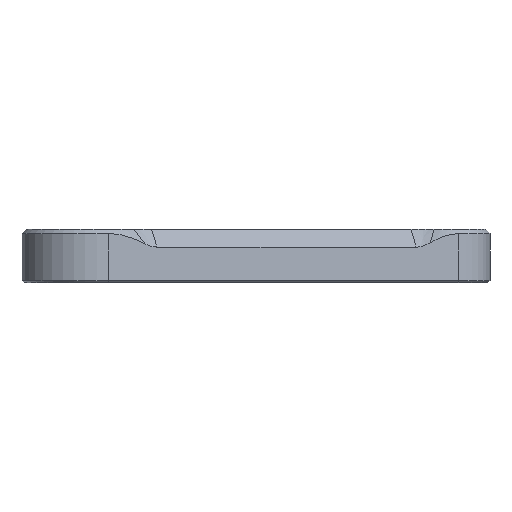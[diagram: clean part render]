
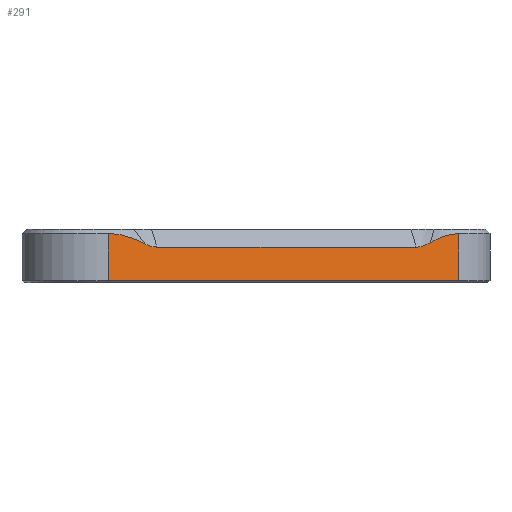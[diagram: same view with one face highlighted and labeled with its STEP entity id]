
A CAD part, front view. The second image highlights one B-rep face of the part: STEP entity #291.
In plain terms, the highlighted planar face has unit normal (0.294, -0.956, 0).
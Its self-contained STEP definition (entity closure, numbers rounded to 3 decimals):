
#291=ADVANCED_FACE('',(#630),#631,.T.);
#630=FACE_OUTER_BOUND('',#1093,.T.);
#631=PLANE('',#1094);
#1093=EDGE_LOOP('',(#1849,#1850,#1851,#1852,#1853,#1854,#1855,#1856));
#1094=AXIS2_PLACEMENT_3D('',#1857,#1858,#1859);
#1849=ORIENTED_EDGE('',*,*,#2581,.F.);
#1850=ORIENTED_EDGE('',*,*,#2559,.T.);
#1851=ORIENTED_EDGE('',*,*,#2582,.T.);
#1852=ORIENTED_EDGE('',*,*,#2583,.T.);
#1853=ORIENTED_EDGE('',*,*,#2584,.T.);
#1854=ORIENTED_EDGE('',*,*,#2585,.T.);
#1855=ORIENTED_EDGE('',*,*,#2586,.T.);
#1856=ORIENTED_EDGE('',*,*,#2577,.T.);
#1857=CARTESIAN_POINT('',(-229.249,-337.558,20.0));
#1858=DIRECTION('',(0.294,-0.956,0.0));
#1859=DIRECTION('',(0.956,0.294,0.0));
#2559=EDGE_CURVE('',#3092,#3098,#3100,.T.);
#2577=EDGE_CURVE('',#3123,#3120,#3124,.T.);
#2581=EDGE_CURVE('',#3092,#3120,#3128,.T.);
#2582=EDGE_CURVE('',#3098,#3129,#3130,.T.);
#2583=EDGE_CURVE('',#3129,#3131,#3132,.T.);
#2584=EDGE_CURVE('',#3131,#3133,#3134,.T.);
#2585=EDGE_CURVE('',#3133,#3135,#3136,.T.);
#2586=EDGE_CURVE('',#3135,#3123,#3137,.T.);
#3092=VERTEX_POINT('',#3803);
#3098=VERTEX_POINT('',#3811);
#3100=LINE('',#3814,#3815);
#3120=VERTEX_POINT('',#3848);
#3123=VERTEX_POINT('',#3851);
#3124=B_SPLINE_CURVE_WITH_KNOTS('',3,(#3852,#3853,#3854,#3855,#3856,#3857,#3858,#3859,#3860,#3861),.UNSPECIFIED.,.F.,.F.,(4,2,2,2,4),(0.001,0.005,0.007,0.008,0.01),.UNSPECIFIED.);
#3128=LINE('',#3873,#3874);
#3129=VERTEX_POINT('',#3875);
#3130=LINE('',#3876,#3877);
#3131=VERTEX_POINT('',#3878);
#3132=B_SPLINE_CURVE_WITH_KNOTS('',3,(#3879,#3880,#3881,#3882,#3883,#3884,#3885,#3886),.UNSPECIFIED.,.F.,.F.,(4,2,2,4),(0.,0.003,0.005,0.007),.UNSPECIFIED.);
#3133=VERTEX_POINT('',#3887);
#3134=B_SPLINE_CURVE_WITH_KNOTS('',3,(#3888,#3889,#3890,#3891,#3892,#3893,#3894,#3895),.UNSPECIFIED.,.F.,.F.,(4,2,2,4),(0.001,0.003,0.004,0.005),.UNSPECIFIED.);
#3135=VERTEX_POINT('',#3896);
#3136=LINE('',#3897,#3898);
#3137=B_SPLINE_CURVE_WITH_KNOTS('',3,(#3899,#3900,#3901,#3902,#3903,#3904,#3905,#3906),.UNSPECIFIED.,.F.,.F.,(4,2,2,4),(0.,0.001,0.002,0.003),.UNSPECIFIED.);
#3803=CARTESIAN_POINT('',(-268.514,-349.642,20.5));
#3811=CARTESIAN_POINT('',(-189.984,-325.474,20.5));
#3814=CARTESIAN_POINT('',(-189.984,-325.474,20.5));
#3815=VECTOR('',#4475,1.0);
#3848=CARTESIAN_POINT('',(-268.514,-349.642,31.0));
#3851=CARTESIAN_POINT('',(-260.372,-347.137,28.75));
#3852=CARTESIAN_POINT('',(-260.372,-347.137,28.75));
#3853=CARTESIAN_POINT('',(-261.641,-347.527,29.405));
#3854=CARTESIAN_POINT('',(-262.943,-347.928,29.965));
#3855=CARTESIAN_POINT('',(-264.641,-348.451,30.466));
#3856=CARTESIAN_POINT('',(-264.984,-348.556,30.556));
#3857=CARTESIAN_POINT('',(-265.679,-348.77,30.714));
#3858=CARTESIAN_POINT('',(-266.031,-348.878,30.781));
#3859=CARTESIAN_POINT('',(-267.089,-349.204,30.944));
#3860=CARTESIAN_POINT('',(-267.799,-349.422,31.));
#3861=CARTESIAN_POINT('',(-268.514,-349.642,31.));
#3873=CARTESIAN_POINT('',(-268.514,-349.642,20.0));
#3874=VECTOR('',#4492,1.0);
#3875=CARTESIAN_POINT('',(-189.984,-325.474,31.0));
#3876=CARTESIAN_POINT('',(-189.984,-325.474,20.0));
#3877=VECTOR('',#4493,1.0);
#3878=CARTESIAN_POINT('',(-196.324,-327.425,29.));
#3879=CARTESIAN_POINT('',(-189.984,-325.474,31.));
#3880=CARTESIAN_POINT('',(-191.113,-325.821,31.));
#3881=CARTESIAN_POINT('',(-192.206,-326.157,30.788));
#3882=CARTESIAN_POINT('',(-193.808,-326.651,30.242));
#3883=CARTESIAN_POINT('',(-194.329,-326.811,30.026));
#3884=CARTESIAN_POINT('',(-195.343,-327.123,29.545));
#3885=CARTESIAN_POINT('',(-195.838,-327.275,29.281));
#3886=CARTESIAN_POINT('',(-196.324,-327.425,29.));
#3887=CARTESIAN_POINT('',(-199.494,-328.4,28.0));
#3888=CARTESIAN_POINT('',(-196.324,-327.425,29.));
#3889=CARTESIAN_POINT('',(-196.811,-327.575,28.718));
#3890=CARTESIAN_POINT('',(-197.314,-327.729,28.47));
#3891=CARTESIAN_POINT('',(-198.115,-327.976,28.197));
#3892=CARTESIAN_POINT('',(-198.388,-328.06,28.124));
#3893=CARTESIAN_POINT('',(-198.936,-328.229,28.026));
#3894=CARTESIAN_POINT('',(-199.213,-328.314,28.0));
#3895=CARTESIAN_POINT('',(-199.494,-328.4,28.));
#3896=CARTESIAN_POINT('',(-257.658,-346.301,28.0));
#3897=CARTESIAN_POINT('',(-229.249,-337.558,28.0));
#3898=VECTOR('',#4494,1.0);
#3899=CARTESIAN_POINT('',(-257.658,-346.301,28.));
#3900=CARTESIAN_POINT('',(-257.896,-346.375,28.));
#3901=CARTESIAN_POINT('',(-258.131,-346.447,28.019));
#3902=CARTESIAN_POINT('',(-258.598,-346.591,28.09));
#3903=CARTESIAN_POINT('',(-258.831,-346.663,28.143));
#3904=CARTESIAN_POINT('',(-259.516,-346.873,28.345));
#3905=CARTESIAN_POINT('',(-259.951,-347.007,28.532));
#3906=CARTESIAN_POINT('',(-260.372,-347.137,28.75));
#4475=DIRECTION('',(0.956,0.294,0.0));
#4492=DIRECTION('',(0.0,0.0,1.0));
#4493=DIRECTION('',(0.0,0.0,1.0));
#4494=DIRECTION('',(-0.956,-0.294,0.));
